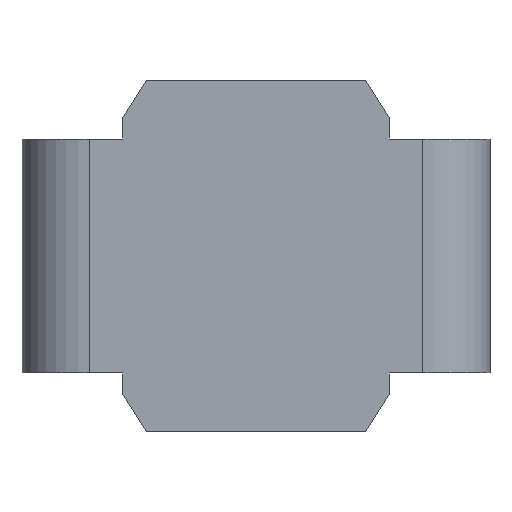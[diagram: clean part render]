
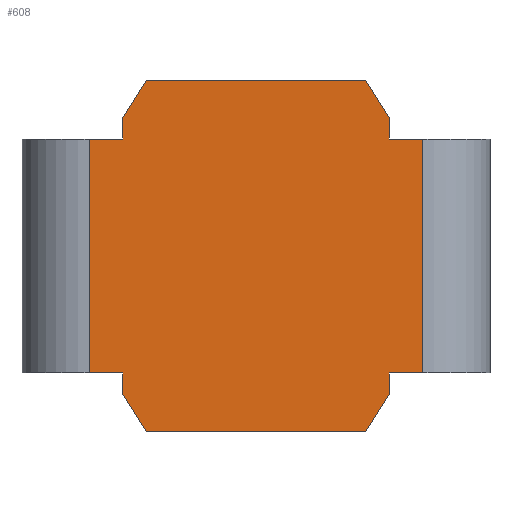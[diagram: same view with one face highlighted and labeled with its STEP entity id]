
A CAD part, front view. The second image highlights one B-rep face of the part: STEP entity #608.
In plain terms, the highlighted planar face has unit normal (0, -1, 0).
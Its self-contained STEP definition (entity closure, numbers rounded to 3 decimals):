
#7 = VECTOR ( 'NONE', #14, 1000. ) ;
#14 = DIRECTION ( 'NONE',  ( 1., 0., 0. ) ) ;
#17 = ORIENTED_EDGE ( 'NONE', *, *, #1249, .F. ) ;
#23 = VECTOR ( 'NONE', #551, 1000. ) ;
#53 = CARTESIAN_POINT ( 'NONE',  ( 0., 0., -0.8 ) ) ;
#56 = LINE ( 'NONE', #744, #1068 ) ;
#71 = CARTESIAN_POINT ( 'NONE',  ( 1.37, 0., 0. ) ) ;
#72 = EDGE_CURVE ( 'NONE', #650, #536, #404, .T. ) ;
#86 = ORIENTED_EDGE ( 'NONE', *, *, #1114, .F. ) ;
#90 = ORIENTED_EDGE ( 'NONE', *, *, #451, .F. ) ;
#98 = CARTESIAN_POINT ( 'NONE',  ( 1.175, 0., -1. ) ) ;
#100 = CARTESIAN_POINT ( 'NONE',  ( 1.175, 0., 0.2 ) ) ;
#104 = VERTEX_POINT ( 'NONE', #584 ) ;
#107 = CARTESIAN_POINT ( 'NONE',  ( 0., 0., 0. ) ) ;
#114 = CARTESIAN_POINT ( 'NONE',  ( 1.255, 0., -0.872 ) ) ;
#117 = LINE ( 'NONE', #1199, #1138 ) ;
#130 = VERTEX_POINT ( 'NONE', #192 ) ;
#141 = ORIENTED_EDGE ( 'NONE', *, *, #302, .F. ) ;
#152 = EDGE_CURVE ( 'NONE', #945, #366, #706, .T. ) ;
#153 = DIRECTION ( 'NONE',  ( 0., -1., 0. ) ) ;
#192 = CARTESIAN_POINT ( 'NONE',  ( 1.37, 0., -0.8 ) ) ;
#198 = EDGE_CURVE ( 'NONE', #1155, #461, #1227, .T. ) ;
#233 = VERTEX_POINT ( 'NONE', #1186 ) ;
#251 = CARTESIAN_POINT ( 'NONE',  ( 1.3, 0., 0. ) ) ;
#252 = LINE ( 'NONE', #508, #7 ) ;
#262 = EDGE_CURVE ( 'NONE', #924, #739, #937, .T. ) ;
#272 = CARTESIAN_POINT ( 'NONE',  ( 0.425, 0., 0.2 ) ) ;
#277 = ORIENTED_EDGE ( 'NONE', *, *, #845, .F. ) ;
#282 = DIRECTION ( 'NONE',  ( 1., 0., 0. ) ) ;
#302 = EDGE_CURVE ( 'NONE', #924, #1268, #117, .T. ) ;
#306 = FACE_OUTER_BOUND ( 'NONE', #1169, .T. ) ;
#307 = ORIENTED_EDGE ( 'NONE', *, *, #262, .T. ) ;
#311 = CARTESIAN_POINT ( 'NONE',  ( 0.345, 0., 0. ) ) ;
#312 = LINE ( 'NONE', #456, #1144 ) ;
#322 = EDGE_CURVE ( 'NONE', #104, #461, #1198, .T. ) ;
#328 = LINE ( 'NONE', #578, #918 ) ;
#333 = CARTESIAN_POINT ( 'NONE',  ( 0.345, 0., -0.872 ) ) ;
#340 = PLANE ( 'NONE',  #1105 ) ;
#341 = VERTEX_POINT ( 'NONE', #1012 ) ;
#359 = LINE ( 'NONE', #272, #696 ) ;
#366 = VERTEX_POINT ( 'NONE', #617 ) ;
#372 = CARTESIAN_POINT ( 'NONE',  ( 1.255, 0., 0. ) ) ;
#376 = DIRECTION ( 'NONE',  ( 0.53, 0., 0.848 ) ) ;
#404 = LINE ( 'NONE', #372, #1006 ) ;
#405 = ORIENTED_EDGE ( 'NONE', *, *, #72, .T. ) ;
#409 = DIRECTION ( 'NONE',  ( -0.53, 0., -0.848 ) ) ;
#451 = EDGE_CURVE ( 'NONE', #130, #739, #604, .T. ) ;
#456 = CARTESIAN_POINT ( 'NONE',  ( 0.345, 0., 0. ) ) ;
#461 = VERTEX_POINT ( 'NONE', #333 ) ;
#462 = VECTOR ( 'NONE', #590, 1000. ) ;
#474 = ORIENTED_EDGE ( 'NONE', *, *, #572, .F. ) ;
#485 = ORIENTED_EDGE ( 'NONE', *, *, #1271, .F. ) ;
#501 = DIRECTION ( 'NONE',  ( -0.53, 0., 0.848 ) ) ;
#508 = CARTESIAN_POINT ( 'NONE',  ( 1.3, 0., 0. ) ) ;
#510 = DIRECTION ( 'NONE',  ( 0., 0., 1. ) ) ;
#519 = VECTOR ( 'NONE', #718, 1000. ) ;
#535 = CARTESIAN_POINT ( 'NONE',  ( 1.37, 0., 0. ) ) ;
#536 = VERTEX_POINT ( 'NONE', #1243 ) ;
#538 = EDGE_CURVE ( 'NONE', #341, #1074, #312, .T. ) ;
#551 = DIRECTION ( 'NONE',  ( 0., 0., -1. ) ) ;
#558 = ORIENTED_EDGE ( 'NONE', *, *, #741, .F. ) ;
#559 = ORIENTED_EDGE ( 'NONE', *, *, #538, .T. ) ;
#563 = VECTOR ( 'NONE', #1139, 1000. ) ;
#565 = VECTOR ( 'NONE', #642, 1000. ) ;
#566 = VECTOR ( 'NONE', #963, 1000. ) ;
#568 = DIRECTION ( 'NONE',  ( 0., 0., 1. ) ) ;
#572 = EDGE_CURVE ( 'NONE', #1091, #130, #841, .T. ) ;
#575 = DIRECTION ( 'NONE',  ( 0., 0., 1. ) ) ;
#578 = CARTESIAN_POINT ( 'NONE',  ( 0.23, 0., 0. ) ) ;
#581 = VERTEX_POINT ( 'NONE', #948 ) ;
#584 = CARTESIAN_POINT ( 'NONE',  ( 0.345, 0., -0.8 ) ) ;
#590 = DIRECTION ( 'NONE',  ( 1., 0., 0. ) ) ;
#592 = ORIENTED_EDGE ( 'NONE', *, *, #322, .T. ) ;
#594 = CARTESIAN_POINT ( 'NONE',  ( 0.425, 0., 0.2 ) ) ;
#604 = LINE ( 'NONE', #745, #565 ) ;
#608 = ADVANCED_FACE ( 'NONE', ( #306 ), #340, .T. ) ;
#617 = CARTESIAN_POINT ( 'NONE',  ( 1.175, 0., 0.2 ) ) ;
#636 = EDGE_CURVE ( 'NONE', #366, #536, #1191, .T. ) ;
#642 = DIRECTION ( 'NONE',  ( -1., 0., 0. ) ) ;
#650 = VERTEX_POINT ( 'NONE', #1261 ) ;
#668 = VECTOR ( 'NONE', #510, 1000. ) ;
#696 = VECTOR ( 'NONE', #376, 1000. ) ;
#706 = LINE ( 'NONE', #100, #738 ) ;
#717 = LINE ( 'NONE', #53, #563 ) ;
#718 = DIRECTION ( 'NONE',  ( 0., 0., -1. ) ) ;
#738 = VECTOR ( 'NONE', #282, 1000. ) ;
#739 = VERTEX_POINT ( 'NONE', #868 ) ;
#741 = EDGE_CURVE ( 'NONE', #233, #581, #328, .T. ) ;
#744 = CARTESIAN_POINT ( 'NONE',  ( 1.175, 0., -1. ) ) ;
#745 = CARTESIAN_POINT ( 'NONE',  ( 1.3, 0., -0.8 ) ) ;
#755 = DIRECTION ( 'NONE',  ( 0., 0., -1. ) ) ;
#815 = ORIENTED_EDGE ( 'NONE', *, *, #636, .F. ) ;
#822 = CARTESIAN_POINT ( 'NONE',  ( 0.345, 0., 0. ) ) ;
#841 = LINE ( 'NONE', #71, #23 ) ;
#845 = EDGE_CURVE ( 'NONE', #650, #1091, #252, .T. ) ;
#868 = CARTESIAN_POINT ( 'NONE',  ( 1.255, 0., -0.8 ) ) ;
#918 = VECTOR ( 'NONE', #568, 1000. ) ;
#924 = VERTEX_POINT ( 'NONE', #114 ) ;
#937 = LINE ( 'NONE', #1116, #668 ) ;
#945 = VERTEX_POINT ( 'NONE', #594 ) ;
#948 = CARTESIAN_POINT ( 'NONE',  ( 0.23, 0., 0. ) ) ;
#951 = DIRECTION ( 'NONE',  ( 0., 0., -1. ) ) ;
#963 = DIRECTION ( 'NONE',  ( 0.53, 0., -0.848 ) ) ;
#992 = CARTESIAN_POINT ( 'NONE',  ( 0.425, 0., -1. ) ) ;
#1006 = VECTOR ( 'NONE', #575, 1000. ) ;
#1012 = CARTESIAN_POINT ( 'NONE',  ( 0.345, 0., 0.072 ) ) ;
#1025 = ORIENTED_EDGE ( 'NONE', *, *, #1175, .F. ) ;
#1049 = CARTESIAN_POINT ( 'NONE',  ( 0.425, 0., -1. ) ) ;
#1061 = CARTESIAN_POINT ( 'NONE',  ( 0., 0., 0. ) ) ;
#1066 = ORIENTED_EDGE ( 'NONE', *, *, #152, .F. ) ;
#1068 = VECTOR ( 'NONE', #1245, 1000. ) ;
#1074 = VERTEX_POINT ( 'NONE', #822 ) ;
#1091 = VERTEX_POINT ( 'NONE', #535 ) ;
#1105 = AXIS2_PLACEMENT_3D ( 'NONE', #1061, #153, #755 ) ;
#1114 = EDGE_CURVE ( 'NONE', #104, #233, #717, .T. ) ;
#1116 = CARTESIAN_POINT ( 'NONE',  ( 1.255, 0., 0. ) ) ;
#1138 = VECTOR ( 'NONE', #409, 1000. ) ;
#1139 = DIRECTION ( 'NONE',  ( -1., 0., 0. ) ) ;
#1144 = VECTOR ( 'NONE', #951, 1000. ) ;
#1155 = VERTEX_POINT ( 'NONE', #1049 ) ;
#1169 = EDGE_LOOP ( 'NONE', ( #17, #559, #485, #558, #86, #592, #1230, #1025, #141, #307, #90, #474, #277, #405, #815, #1066 ) ) ;
#1175 = EDGE_CURVE ( 'NONE', #1268, #1155, #56, .T. ) ;
#1186 = CARTESIAN_POINT ( 'NONE',  ( 0.23, 0., -0.8 ) ) ;
#1191 = LINE ( 'NONE', #251, #566 ) ;
#1198 = LINE ( 'NONE', #311, #519 ) ;
#1199 = CARTESIAN_POINT ( 'NONE',  ( 1.3, 0., -0.8 ) ) ;
#1208 = LINE ( 'NONE', #107, #462 ) ;
#1227 = LINE ( 'NONE', #992, #1266 ) ;
#1230 = ORIENTED_EDGE ( 'NONE', *, *, #198, .F. ) ;
#1243 = CARTESIAN_POINT ( 'NONE',  ( 1.255, 0., 0.072 ) ) ;
#1245 = DIRECTION ( 'NONE',  ( -1., 0., 0. ) ) ;
#1249 = EDGE_CURVE ( 'NONE', #341, #945, #359, .T. ) ;
#1261 = CARTESIAN_POINT ( 'NONE',  ( 1.255, 0., 0. ) ) ;
#1266 = VECTOR ( 'NONE', #501, 1000. ) ;
#1268 = VERTEX_POINT ( 'NONE', #98 ) ;
#1271 = EDGE_CURVE ( 'NONE', #581, #1074, #1208, .T. ) ;
